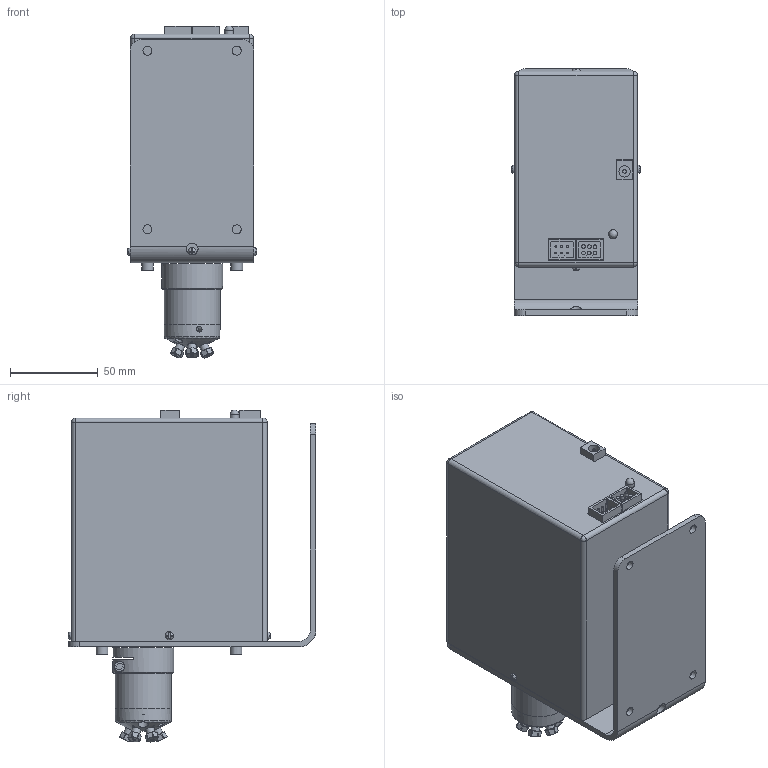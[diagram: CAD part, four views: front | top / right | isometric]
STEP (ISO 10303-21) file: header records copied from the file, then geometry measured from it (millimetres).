
FILE_DESCRIPTION((''),'2;1');
FILE_NAME('506315-C2-2006E 6 port 2-pos valve electric actuated.stp','2013-08-19T11:40:15',('Franzp'),(''),'Autodesk Inventor 2013','Autodesk Inventor 2013','');
FILE_SCHEMA(('AUTOMOTIVE_DESIGN { 1 0 10303 214 1 1 1 1 }'));
Length unit declared in the file: millimetre
Products named in the file (1): 506315_Shrinkwrap_1
Bounding box: 73.7 x 140.9 x 188.83 mm (x, y, z)
Surface area: 104359.4 mm2 (no closed solid volume)
Topology: 0 solids, 53 shells, 264 faces, 1073 edges, 802 vertices
Faces by surface type: plane 173, cylinder 67, cone 14, sphere 5, bspline 4, torus 1
Full cylindrical faces by diameter (mm): 1 x6, 1.727 x6, 2.1 x6, 3.175 x1, 3.22 x2, 4.166 x1, 4.8 x1, 4.826 x6, 5.1 x4, 5.78 x1, 5.89 x2, 6.4 x1, 6.7 x4, 6.756 x1, 19.05 x1, 31.75 x2, 34.671 x1
Entity records: 12060 total; most frequent: CARTESIAN_POINT 3505, DIRECTION 1574, ORIENTED_EDGE 1365, EDGE_CURVE 969, VERTEX_POINT 768, AXIS2_PLACEMENT_3D 557, VECTOR 460, LINE 460
